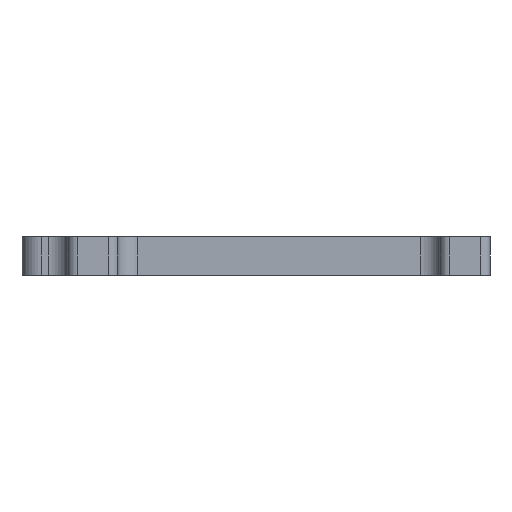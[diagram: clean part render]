
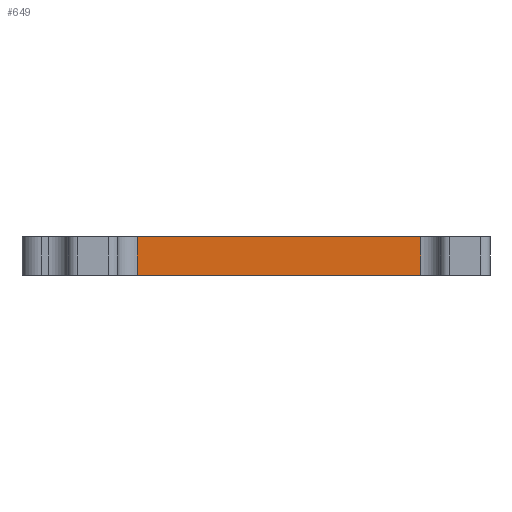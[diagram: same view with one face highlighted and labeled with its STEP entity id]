
A CAD part, front view. The second image highlights one B-rep face of the part: STEP entity #649.
In plain terms, the highlighted planar face has unit normal (0, -1, 0).
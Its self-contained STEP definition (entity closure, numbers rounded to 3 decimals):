
#19 = CARTESIAN_POINT ( 'NONE',  ( -36., -35., -5. ) ) ;
#32 = VERTEX_POINT ( 'NONE', #266 ) ;
#132 = CARTESIAN_POINT ( 'NONE',  ( 43., -35., 5. ) ) ;
#137 = DIRECTION ( 'NONE',  ( 0., 0., 1. ) ) ;
#162 = EDGE_CURVE ( 'NONE', #192, #672, #1696, .T. ) ;
#192 = VERTEX_POINT ( 'NONE', #1723 ) ;
#251 = ORIENTED_EDGE ( 'NONE', *, *, #704, .T. ) ;
#266 = CARTESIAN_POINT ( 'NONE',  ( 43., -35., -5. ) ) ;
#289 = DIRECTION ( 'NONE',  ( 0., 0., 1. ) ) ;
#344 = VECTOR ( 'NONE', #770, 1000. ) ;
#447 = CARTESIAN_POINT ( 'NONE',  ( -36., -35., 5. ) ) ;
#576 = EDGE_CURVE ( 'NONE', #32, #672, #1910, .T. ) ;
#649 = ADVANCED_FACE ( 'NONE', ( #926 ), #1579, .F. ) ;
#671 = DIRECTION ( 'NONE',  ( 1., 0., 0. ) ) ;
#672 = VERTEX_POINT ( 'NONE', #817 ) ;
#704 = EDGE_CURVE ( 'NONE', #1250, #32, #1293, .T. ) ;
#770 = DIRECTION ( 'NONE',  ( 1., 0., 0. ) ) ;
#786 = CARTESIAN_POINT ( 'NONE',  ( -36., -35., 5. ) ) ;
#817 = CARTESIAN_POINT ( 'NONE',  ( 43., -35., 5. ) ) ;
#926 = FACE_OUTER_BOUND ( 'NONE', #1469, .T. ) ;
#966 = DIRECTION ( 'NONE',  ( 0., 1., 0. ) ) ;
#974 = LINE ( 'NONE', #1658, #1615 ) ;
#1171 = VECTOR ( 'NONE', #289, 1000. ) ;
#1228 = ORIENTED_EDGE ( 'NONE', *, *, #576, .T. ) ;
#1250 = VERTEX_POINT ( 'NONE', #1539 ) ;
#1293 = LINE ( 'NONE', #19, #1760 ) ;
#1370 = EDGE_CURVE ( 'NONE', #192, #1250, #974, .T. ) ;
#1469 = EDGE_LOOP ( 'NONE', ( #1850, #1819, #251, #1228 ) ) ;
#1539 = CARTESIAN_POINT ( 'NONE',  ( -31., -35., -5. ) ) ;
#1579 = PLANE ( 'NONE',  #1939 ) ;
#1615 = VECTOR ( 'NONE', #1942, 1000. ) ;
#1658 = CARTESIAN_POINT ( 'NONE',  ( -31., -35., -5. ) ) ;
#1696 = LINE ( 'NONE', #786, #344 ) ;
#1723 = CARTESIAN_POINT ( 'NONE',  ( -31., -35., 5. ) ) ;
#1760 = VECTOR ( 'NONE', #671, 1000. ) ;
#1819 = ORIENTED_EDGE ( 'NONE', *, *, #1370, .T. ) ;
#1850 = ORIENTED_EDGE ( 'NONE', *, *, #162, .F. ) ;
#1910 = LINE ( 'NONE', #132, #1171 ) ;
#1939 = AXIS2_PLACEMENT_3D ( 'NONE', #447, #966, #137 ) ;
#1942 = DIRECTION ( 'NONE',  ( 0., 0., -1. ) ) ;
